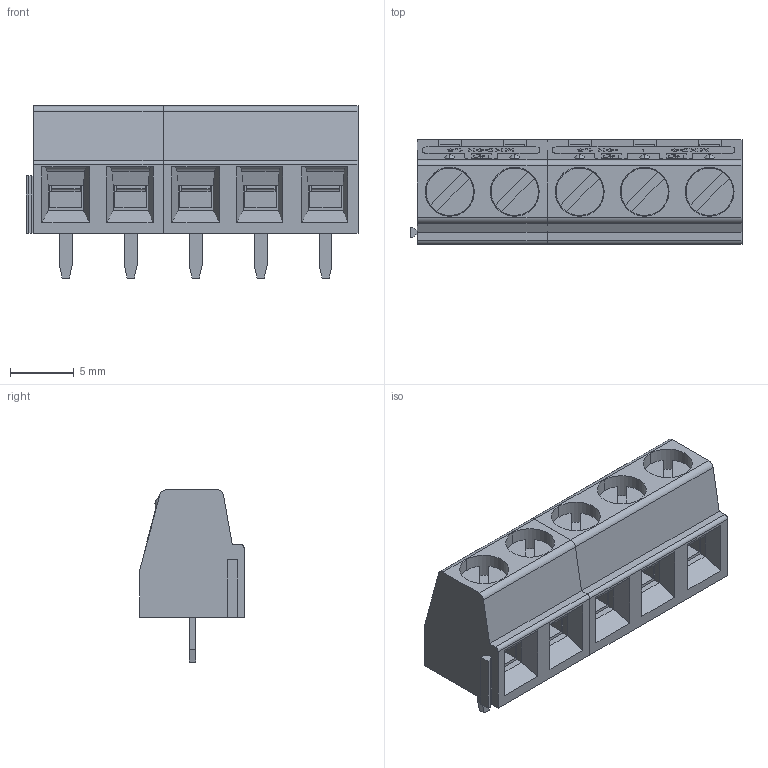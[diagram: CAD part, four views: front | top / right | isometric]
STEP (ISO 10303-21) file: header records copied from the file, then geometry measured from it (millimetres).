
FILE_DESCRIPTION(('STEP AP242'),'1');
FILE_NAME('1729157.stp','2024-08-25T02:48:24',('TraceParts'),('TraceParts S.A.'),'Spatial InterOp 3D',' ',' ');
FILE_SCHEMA(('AP242_MANAGED_MODEL_BASED_3D_ENGINEERING_MIM_LF {1 0 10303 442 1 1 4}'));
Length unit declared in the file: millimetre
Products named in the file (1): 1729157_1
Bounding box: 25.96 x 8.15 x 13.47 mm (x, y, z)
Volume: 1297.7 mm3; surface area: 3443.5 mm2
Topology: 17 solids, 17 shells, 1305 faces, 3630 edges, 2400 vertices
Faces by surface type: plane 1107, cylinder 167, sphere 16, extrusion 15
Entity records: 55329 total; most frequent: CARTESIAN_POINT 8129, ORIENTED_EDGE 7260, DIRECTION 6656, EDGE_CURVE 3630, VECTOR 3188, LINE 3173, VERTEX_POINT 2400, STYLED_ITEM 1847
